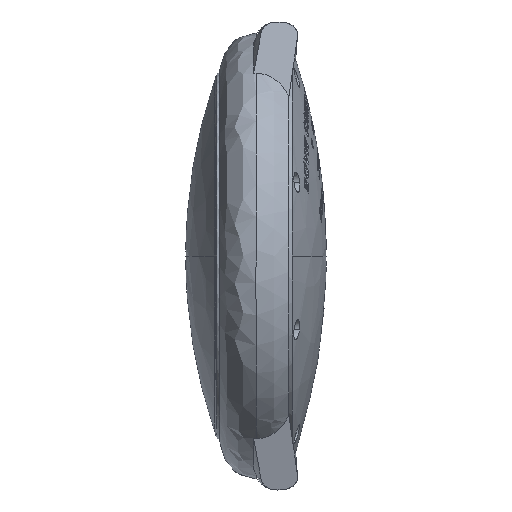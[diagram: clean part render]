
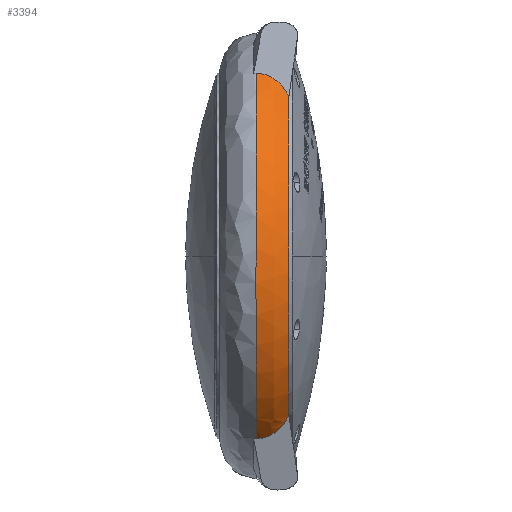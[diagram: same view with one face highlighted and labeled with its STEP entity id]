
A CAD part, left-side view. The second image highlights one B-rep face of the part: STEP entity #3394.
In plain terms, the highlighted free-form (B-spline) face has degree [2, 2] with [3, 3] control points.
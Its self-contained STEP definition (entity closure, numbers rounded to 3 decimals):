
#1383 = VERTEX_POINT('',#1384);
#1384 = CARTESIAN_POINT('',(-11.368,0.,
    -13.496));
#1392 = EDGE_CURVE('',#1383,#1393,#1395,.T.);
#1393 = VERTEX_POINT('',#1394);
#1394 = CARTESIAN_POINT('',(-11.368,0.,
    13.496));
#1395 = ( BOUNDED_CURVE() B_SPLINE_CURVE(2,(#1396,#1397,#1398),
.UNSPECIFIED.,.F.,.F.) B_SPLINE_CURVE_WITH_KNOTS((3,3),(
0.,1.742),.PIECEWISE_BEZIER_KNOTS.) CURVE() 
GEOMETRIC_REPRESENTATION_ITEM() RATIONAL_B_SPLINE_CURVE((1.,
0.644,1.)) REPRESENTATION_ITEM('') );
#1396 = CARTESIAN_POINT('',(-11.368,0.,-13.496));
#1397 = CARTESIAN_POINT('',(-27.392,0.,0.));
#1398 = CARTESIAN_POINT('',(-11.368,0.,13.496));
#3293 = VERTEX_POINT('',#3294);
#3294 = CARTESIAN_POINT('',(-10.824,2.79,
    15.444));
#3302 = EDGE_CURVE('',#3293,#1393,#3303,.T.);
#3303 = B_SPLINE_CURVE_WITH_KNOTS('',3,(#3304,#3305,#3306,#3307,#3308,
    #3309,#3310,#3311,#3312,#3313,#3314),.UNSPECIFIED.,.F.,.F.,(4,1,1,1,
    1,1,1,1,4),(0.,0.125,0.25,0.375,0.5,0.625,0.75,0.875,1.),
  .QUASI_UNIFORM_KNOTS.);
#3304 = CARTESIAN_POINT('',(-10.824,2.79,
    15.444));
#3305 = CARTESIAN_POINT('',(-10.823,2.642,
    15.449));
#3306 = CARTESIAN_POINT('',(-10.827,2.35,
    15.433));
#3307 = CARTESIAN_POINT('',(-10.857,1.916,
    15.327));
#3308 = CARTESIAN_POINT('',(-10.907,1.51,15.148)
  );
#3309 = CARTESIAN_POINT('',(-10.973,1.144,
    14.913));
#3310 = CARTESIAN_POINT('',(-11.051,0.816,
    14.633));
#3311 = CARTESIAN_POINT('',(-11.141,0.519,
    14.308));
#3312 = CARTESIAN_POINT('',(-11.245,0.247,
    13.936));
#3313 = CARTESIAN_POINT('',(-11.325,0.08,
    13.649));
#3314 = CARTESIAN_POINT('',(-11.368,0.,
    13.496));
#3394 = ADVANCED_FACE('',(#3395),#3421,.T.);
#3395 = FACE_BOUND('',#3396,.T.);
#3396 = EDGE_LOOP('',(#3397,#3398,#3406,#3420));
#3397 = ORIENTED_EDGE('',*,*,#3302,.F.);
#3398 = ORIENTED_EDGE('',*,*,#3399,.T.);
#3399 = EDGE_CURVE('',#3293,#3400,#3402,.T.);
#3400 = VERTEX_POINT('',#3401);
#3401 = CARTESIAN_POINT('',(-10.824,2.79,
    -15.444));
#3402 = ( BOUNDED_CURVE() B_SPLINE_CURVE(2,(#3403,#3404,#3405),
.UNSPECIFIED.,.F.,.F.) B_SPLINE_CURVE_WITH_KNOTS((3,3),(0.,
1.919),.PIECEWISE_BEZIER_KNOTS.) CURVE() 
GEOMETRIC_REPRESENTATION_ITEM() RATIONAL_B_SPLINE_CURVE((1.,
0.574,1.)) REPRESENTATION_ITEM('') );
#3403 = CARTESIAN_POINT('',(-10.824,2.79,
    15.444));
#3404 = CARTESIAN_POINT('',(-32.859,2.79,
    0.));
#3405 = CARTESIAN_POINT('',(-10.824,2.79,
    -15.444));
#3406 = ORIENTED_EDGE('',*,*,#3407,.F.);
#3407 = EDGE_CURVE('',#1383,#3400,#3408,.T.);
#3408 = B_SPLINE_CURVE_WITH_KNOTS('',3,(#3409,#3410,#3411,#3412,#3413,
    #3414,#3415,#3416,#3417,#3418,#3419),.UNSPECIFIED.,.F.,.F.,(4,1,1,1,
    1,1,1,1,4),(0.,0.125,0.25,0.375,0.5,0.625,0.75,0.875,1.),
  .QUASI_UNIFORM_KNOTS.);
#3409 = CARTESIAN_POINT('',(-11.368,0.,
    -13.496));
#3410 = CARTESIAN_POINT('',(-11.325,0.08,
    -13.65));
#3411 = CARTESIAN_POINT('',(-11.245,0.248,
    -13.938));
#3412 = CARTESIAN_POINT('',(-11.14,0.522,
    -14.312));
#3413 = CARTESIAN_POINT('',(-11.049,0.822,
    -14.638));
#3414 = CARTESIAN_POINT('',(-10.971,1.152,
    -14.919));
#3415 = CARTESIAN_POINT('',(-10.906,1.518,
    -15.152));
#3416 = CARTESIAN_POINT('',(-10.857,1.921,
    -15.328));
#3417 = CARTESIAN_POINT('',(-10.827,2.352,
    -15.433));
#3418 = CARTESIAN_POINT('',(-10.823,2.643,
    -15.449));
#3419 = CARTESIAN_POINT('',(-10.824,2.79,
    -15.444));
#3420 = ORIENTED_EDGE('',*,*,#1392,.T.);
#3421 = ( BOUNDED_SURFACE() B_SPLINE_SURFACE(2,2,(
    (#3422,#3423,#3424)
    ,(#3425,#3426,#3427)
    ,(#3428,#3429,#3430
)),.UNSPECIFIED.,.F.,.F.,.F.) B_SPLINE_SURFACE_WITH_KNOTS((3,3),(3,3),(
    2.182,4.101),(5.439,6.307),
.PIECEWISE_BEZIER_KNOTS.) GEOMETRIC_REPRESENTATION_ITEM() 
RATIONAL_B_SPLINE_SURFACE((
    (1.,0.907,1.)
    ,(0.574,0.521,0.574)
,(1.,0.907,1.))) REPRESENTATION_ITEM('') SURFACE() );
#3422 = CARTESIAN_POINT('',(-10.127,0.,
    -14.451));
#3423 = CARTESIAN_POINT('',(-10.846,1.114,
    -15.478));
#3424 = CARTESIAN_POINT('',(-10.823,2.79,
    -15.445));
#3425 = CARTESIAN_POINT('',(-30.749,0.,
    0.));
#3426 = CARTESIAN_POINT('',(-32.933,1.114,
    0.));
#3427 = CARTESIAN_POINT('',(-32.863,2.79,
    0.));
#3428 = CARTESIAN_POINT('',(-10.127,0.,
    14.451));
#3429 = CARTESIAN_POINT('',(-10.846,1.114,
    15.478));
#3430 = CARTESIAN_POINT('',(-10.823,2.79,
    15.445));
